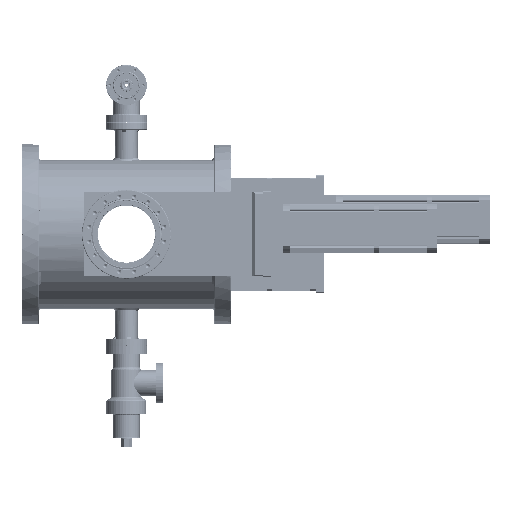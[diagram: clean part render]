
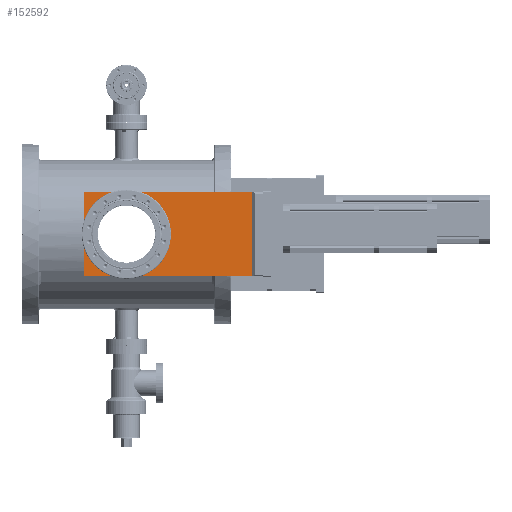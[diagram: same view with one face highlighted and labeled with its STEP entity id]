
A CAD part, front view. The second image highlights one B-rep face of the part: STEP entity #152592.
In plain terms, the highlighted planar face has unit normal (0, -1, 0).
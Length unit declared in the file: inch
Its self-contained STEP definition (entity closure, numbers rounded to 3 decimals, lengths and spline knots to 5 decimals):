
#3093 = CARTESIAN_POINT ( 'NONE',  ( 0., -10.90453, 2.80118 ) ) ;
#4399 = CARTESIAN_POINT ( 'NONE',  ( -2.87598, -10.90453, -2.80118 ) ) ;
#7411 = CIRCLE ( 'NONE', #131989, 1.98031 ) ;
#7804 = CIRCLE ( 'NONE', #91606, 1.98031 ) ;
#10112 = CARTESIAN_POINT ( 'NONE',  ( 0., -10.90453, 0. ) ) ;
#10310 = AXIS2_PLACEMENT_3D ( 'NONE', #111850, #136591, #17248 ) ;
#16084 = VERTEX_POINT ( 'NONE', #93230 ) ;
#17248 = DIRECTION ( 'NONE',  ( 0., 0., -1. ) ) ;
#22958 = DIRECTION ( 'NONE',  ( 0., 0., 1. ) ) ;
#23350 = VERTEX_POINT ( 'NONE', #4399 ) ;
#24167 = CARTESIAN_POINT ( 'NONE',  ( 0., -10.90453, -2.80118 ) ) ;
#25726 = DIRECTION ( 'NONE',  ( -1., 0., 0. ) ) ;
#27178 = EDGE_CURVE ( 'NONE', #16084, #40664, #111946, .T. ) ;
#32730 = VECTOR ( 'NONE', #88657, 39.37008 ) ;
#33083 = CIRCLE ( 'NONE', #114256, 1.97047 ) ;
#34438 = VERTEX_POINT ( 'NONE', #136090 ) ;
#38530 = VECTOR ( 'NONE', #25726, 39.37008 ) ;
#40664 = VERTEX_POINT ( 'NONE', #113004 ) ;
#42125 = EDGE_CURVE ( 'NONE', #123608, #147090, #7804, .T. ) ;
#44803 = VERTEX_POINT ( 'NONE', #99022 ) ;
#50346 = EDGE_CURVE ( 'NONE', #40664, #62304, #125643, .T. ) ;
#52930 = ORIENTED_EDGE ( 'NONE', *, *, #153381, .F. ) ;
#53285 = CARTESIAN_POINT ( 'NONE',  ( 9.15945, -10.90453, 0. ) ) ;
#56886 = CARTESIAN_POINT ( 'NONE',  ( 0., -10.90453, -1.98031 ) ) ;
#61773 = EDGE_CURVE ( 'NONE', #147090, #44803, #137766, .T. ) ;
#62304 = VERTEX_POINT ( 'NONE', #76501 ) ;
#63452 = ORIENTED_EDGE ( 'NONE', *, *, #111053, .T. ) ;
#66522 = FACE_BOUND ( 'NONE', #140600, .T. ) ;
#68642 = CARTESIAN_POINT ( 'NONE',  ( 0., -10.90453, 0. ) ) ;
#70172 = EDGE_CURVE ( 'NONE', #44803, #34438, #7411, .T. ) ;
#71345 = DIRECTION ( 'NONE',  ( 0., 0., 1. ) ) ;
#74587 = ORIENTED_EDGE ( 'NONE', *, *, #27178, .F. ) ;
#76501 = CARTESIAN_POINT ( 'NONE',  ( 9.15945, -10.90453, -2.80118 ) ) ;
#80617 = DIRECTION ( 'NONE',  ( 0., 0., 1. ) ) ;
#88657 = DIRECTION ( 'NONE',  ( 0., 0., 1. ) ) ;
#88844 = EDGE_LOOP ( 'NONE', ( #74587, #132076, #52930, #105843 ) ) ;
#91606 = AXIS2_PLACEMENT_3D ( 'NONE', #144117, #123347, #98719 ) ;
#91733 = DIRECTION ( 'NONE',  ( 0., -1., 0. ) ) ;
#93230 = CARTESIAN_POINT ( 'NONE',  ( -2.87598, -10.90453, 2.80118 ) ) ;
#98719 = DIRECTION ( 'NONE',  ( 0., 0., 1. ) ) ;
#99022 = CARTESIAN_POINT ( 'NONE',  ( 0., -10.90453, 1.98031 ) ) ;
#103819 = ORIENTED_EDGE ( 'NONE', *, *, #70172, .F. ) ;
#104684 = CARTESIAN_POINT ( 'NONE',  ( -0.90873, -10.90453, -1.7595 ) ) ;
#105843 = ORIENTED_EDGE ( 'NONE', *, *, #50346, .F. ) ;
#107213 = CARTESIAN_POINT ( 'NONE',  ( -0.02165, -10.90453, 0. ) ) ;
#111053 = EDGE_CURVE ( 'NONE', #123608, #34438, #33083, .T. ) ;
#111850 = CARTESIAN_POINT ( 'NONE',  ( 0., -10.90453, 0. ) ) ;
#111946 = LINE ( 'NONE', #3093, #112579 ) ;
#112579 = VECTOR ( 'NONE', #113514, 39.37008 ) ;
#113004 = CARTESIAN_POINT ( 'NONE',  ( 9.15945, -10.90453, 2.80118 ) ) ;
#113410 = PLANE ( 'NONE',  #10310 ) ;
#113514 = DIRECTION ( 'NONE',  ( 1., 0., 0. ) ) ;
#114256 = AXIS2_PLACEMENT_3D ( 'NONE', #107213, #118350, #22958 ) ;
#117840 = EDGE_CURVE ( 'NONE', #23350, #16084, #124398, .T. ) ;
#118350 = DIRECTION ( 'NONE',  ( 0., 1., 0. ) ) ;
#119365 = ORIENTED_EDGE ( 'NONE', *, *, #61773, .F. ) ;
#122366 = AXIS2_PLACEMENT_3D ( 'NONE', #10112, #154077, #71345 ) ;
#123347 = DIRECTION ( 'NONE',  ( 0., -1., 0. ) ) ;
#123608 = VERTEX_POINT ( 'NONE', #104684 ) ;
#124398 = LINE ( 'NONE', #126783, #32730 ) ;
#124575 = FACE_OUTER_BOUND ( 'NONE', #88844, .T. ) ;
#125643 = LINE ( 'NONE', #53285, #144576 ) ;
#126425 = DIRECTION ( 'NONE',  ( 0., 0., -1. ) ) ;
#126783 = CARTESIAN_POINT ( 'NONE',  ( -2.87598, -10.90453, 0. ) ) ;
#130800 = ORIENTED_EDGE ( 'NONE', *, *, #42125, .F. ) ;
#131989 = AXIS2_PLACEMENT_3D ( 'NONE', #68642, #91733, #80617 ) ;
#132076 = ORIENTED_EDGE ( 'NONE', *, *, #117840, .F. ) ;
#136090 = CARTESIAN_POINT ( 'NONE',  ( -0.90873, -10.90453, 1.7595 ) ) ;
#136591 = DIRECTION ( 'NONE',  ( 0., 1., 0. ) ) ;
#137766 = CIRCLE ( 'NONE', #122366, 1.98031 ) ;
#140600 = EDGE_LOOP ( 'NONE', ( #130800, #63452, #103819, #119365 ) ) ;
#144117 = CARTESIAN_POINT ( 'NONE',  ( 0., -10.90453, 0. ) ) ;
#144576 = VECTOR ( 'NONE', #126425, 39.37008 ) ;
#146591 = LINE ( 'NONE', #24167, #38530 ) ;
#147090 = VERTEX_POINT ( 'NONE', #56886 ) ;
#152592 = ADVANCED_FACE ( 'NONE', ( #124575, #66522 ), #113410, .F. ) ;
#153381 = EDGE_CURVE ( 'NONE', #62304, #23350, #146591, .T. ) ;
#154077 = DIRECTION ( 'NONE',  ( 0., -1., 0. ) ) ;
